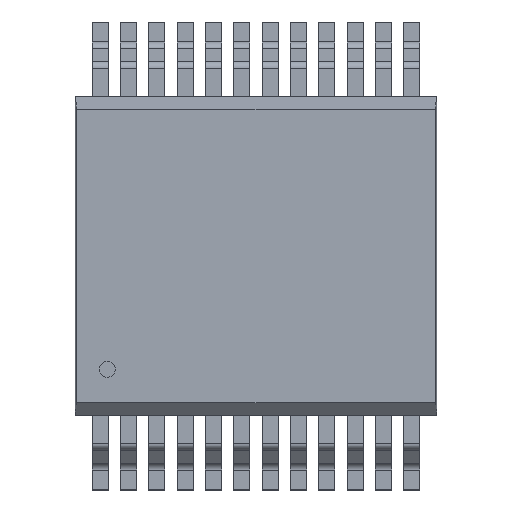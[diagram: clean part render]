
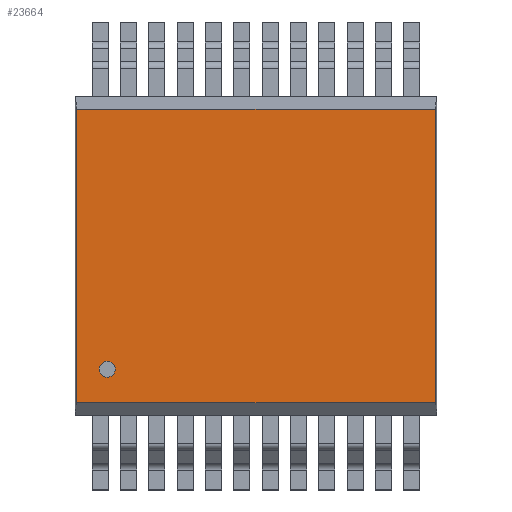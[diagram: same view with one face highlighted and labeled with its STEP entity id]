
A CAD part, top view. The second image highlights one B-rep face of the part: STEP entity #23664.
In plain terms, the highlighted planar face has unit normal (0, 0, 1).
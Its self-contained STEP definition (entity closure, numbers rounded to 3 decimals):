
#23664 = ADVANCED_FACE('',(#23665),#23679,.F.);
#23665 = FACE_BOUND('',#23666,.T.);
#23666 = EDGE_LOOP('',(#23667,#23690,#23706,#23722));
#23667 = ORIENTED_EDGE('',*,*,#23668,.F.);
#23668 = EDGE_CURVE('',#23669,#23671,#23673,.T.);
#23669 = VERTEX_POINT('',#23670);
#23670 = CARTESIAN_POINT('',(2.527,2.07,1.194));
#23671 = VERTEX_POINT('',#23672);
#23672 = CARTESIAN_POINT('',(2.527,-2.07,1.194));
#23673 = SURFACE_CURVE('',#23674,(#23678),.PCURVE_S1.);
#23674 = LINE('',#23675,#23676);
#23675 = CARTESIAN_POINT('',(2.527,2.07,1.194));
#23676 = VECTOR('',#23677,1.);
#23677 = DIRECTION('',(0.,-1.,0.));
#23678 = PCURVE('',#23679,#23684);
#23679 = PLANE('',#23680);
#23680 = AXIS2_PLACEMENT_3D('',#23681,#23682,#23683);
#23681 = CARTESIAN_POINT('',(2.527,-2.07,1.194));
#23682 = DIRECTION('',(0.,0.,-1.));
#23683 = DIRECTION('',(-1.,0.,0.));
#23684 = DEFINITIONAL_REPRESENTATION('',(#23685),#23689);
#23685 = LINE('',#23686,#23687);
#23686 = CARTESIAN_POINT('',(0.,4.14));
#23687 = VECTOR('',#23688,1.);
#23688 = DIRECTION('',(0.,-1.));
#23689 = ( GEOMETRIC_REPRESENTATION_CONTEXT(2) 
PARAMETRIC_REPRESENTATION_CONTEXT() REPRESENTATION_CONTEXT('2D SPACE',''
  ) );
#23690 = ORIENTED_EDGE('',*,*,#23691,.F.);
#23691 = EDGE_CURVE('',#23692,#23669,#23694,.T.);
#23692 = VERTEX_POINT('',#23693);
#23693 = CARTESIAN_POINT('',(-2.527,2.07,1.194));
#23694 = SURFACE_CURVE('',#23695,(#23699),.PCURVE_S1.);
#23695 = LINE('',#23696,#23697);
#23696 = CARTESIAN_POINT('',(-2.527,2.07,1.194));
#23697 = VECTOR('',#23698,1.);
#23698 = DIRECTION('',(1.,0.,0.));
#23699 = PCURVE('',#23679,#23700);
#23700 = DEFINITIONAL_REPRESENTATION('',(#23701),#23705);
#23701 = LINE('',#23702,#23703);
#23702 = CARTESIAN_POINT('',(5.054,4.14));
#23703 = VECTOR('',#23704,1.);
#23704 = DIRECTION('',(-1.,0.));
#23705 = ( GEOMETRIC_REPRESENTATION_CONTEXT(2) 
PARAMETRIC_REPRESENTATION_CONTEXT() REPRESENTATION_CONTEXT('2D SPACE',''
  ) );
#23706 = ORIENTED_EDGE('',*,*,#23707,.F.);
#23707 = EDGE_CURVE('',#23708,#23692,#23710,.T.);
#23708 = VERTEX_POINT('',#23709);
#23709 = CARTESIAN_POINT('',(-2.527,-2.07,1.194));
#23710 = SURFACE_CURVE('',#23711,(#23715),.PCURVE_S1.);
#23711 = LINE('',#23712,#23713);
#23712 = CARTESIAN_POINT('',(-2.527,-2.07,1.194));
#23713 = VECTOR('',#23714,1.);
#23714 = DIRECTION('',(0.,1.,0.));
#23715 = PCURVE('',#23679,#23716);
#23716 = DEFINITIONAL_REPRESENTATION('',(#23717),#23721);
#23717 = LINE('',#23718,#23719);
#23718 = CARTESIAN_POINT('',(5.054,0.));
#23719 = VECTOR('',#23720,1.);
#23720 = DIRECTION('',(0.,1.));
#23721 = ( GEOMETRIC_REPRESENTATION_CONTEXT(2) 
PARAMETRIC_REPRESENTATION_CONTEXT() REPRESENTATION_CONTEXT('2D SPACE',''
  ) );
#23722 = ORIENTED_EDGE('',*,*,#23723,.F.);
#23723 = EDGE_CURVE('',#23671,#23708,#23724,.T.);
#23724 = SURFACE_CURVE('',#23725,(#23729),.PCURVE_S1.);
#23725 = LINE('',#23726,#23727);
#23726 = CARTESIAN_POINT('',(2.527,-2.07,1.194));
#23727 = VECTOR('',#23728,1.);
#23728 = DIRECTION('',(-1.,0.,0.));
#23729 = PCURVE('',#23679,#23730);
#23730 = DEFINITIONAL_REPRESENTATION('',(#23731),#23735);
#23731 = LINE('',#23732,#23733);
#23732 = CARTESIAN_POINT('',(0.,0.));
#23733 = VECTOR('',#23734,1.);
#23734 = DIRECTION('',(1.,0.));
#23735 = ( GEOMETRIC_REPRESENTATION_CONTEXT(2) 
PARAMETRIC_REPRESENTATION_CONTEXT() REPRESENTATION_CONTEXT('2D SPACE',''
  ) );
